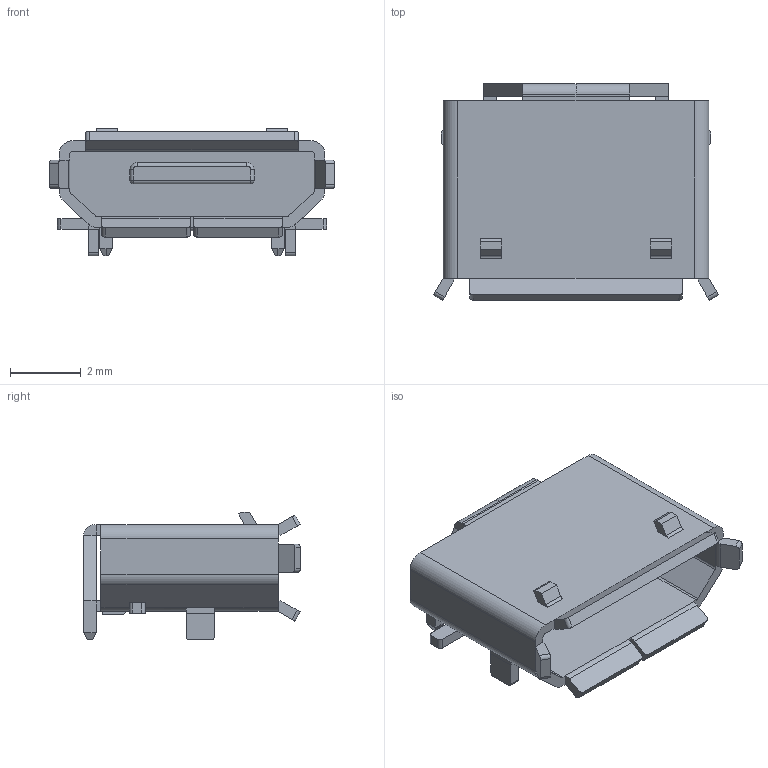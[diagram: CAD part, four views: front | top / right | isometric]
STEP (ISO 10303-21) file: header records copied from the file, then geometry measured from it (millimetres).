
FILE_DESCRIPTION(('FreeCAD Model'),'2;1');
FILE_NAME('Open CASCADE Shape Model','2024-10-09T16:04:56',(''),(''), 'Open CASCADE STEP processor 7.6','FreeCAD','Unknown');
FILE_SCHEMA(('AUTOMOTIVE_DESIGN { 1 0 10303 214 1 1 1 1 }'));
Length unit declared in the file: millimetre
Products named in the file (4): Unnamed; Chassis; Contacts; Back
Assembly tree (3 placements, depth 2):
  Unnamed
    Chassis
    Contacts
    Back
Bounding box: 8.04 x 6.11 x 3.6 mm (x, y, z)
Volume: 49.4 mm3; surface area: 287 mm2
Topology: 3 solids, 3 shells, 279 faces, 722 edges, 444 vertices
Faces by surface type: plane 213, cylinder 62, sphere 2, torus 2
Entity records: 8409 total; most frequent: CARTESIAN_POINT 1447, ORIENTED_EDGE 1440, DIRECTION 1419, EDGE_CURVE 720, LINE 587, VECTOR 587, VERTEX_POINT 444, AXIS2_PLACEMENT_3D 416
